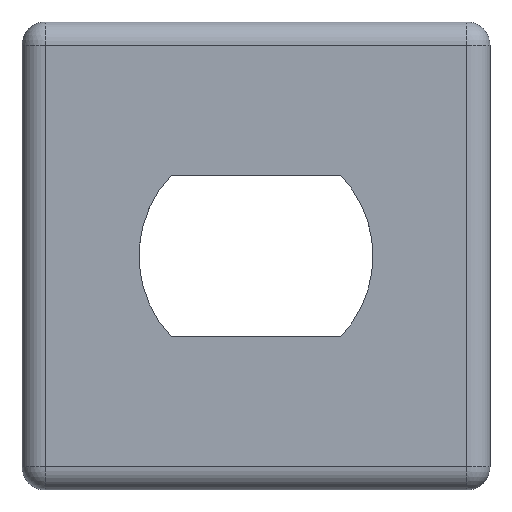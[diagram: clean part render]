
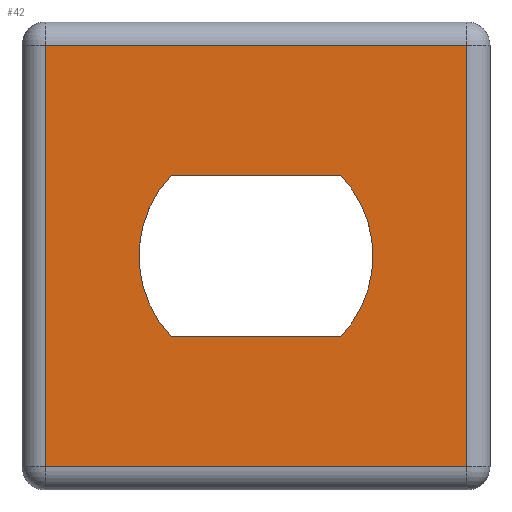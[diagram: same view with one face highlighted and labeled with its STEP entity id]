
A CAD part, top view. The second image highlights one B-rep face of the part: STEP entity #42.
In plain terms, the highlighted planar face has unit normal (0, 0, 1).
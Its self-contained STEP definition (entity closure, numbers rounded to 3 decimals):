
#26 = EDGE_CURVE ( 'NONE', #481, #40, #371, .T. ) ;
#39 = EDGE_CURVE ( 'NONE', #40, #41, #364, .T. ) ;
#40 = VERTEX_POINT ( 'NONE', #411 ) ;
#41 = VERTEX_POINT ( 'NONE', #360 ) ;
#42 = ADVANCED_FACE ( 'NONE', ( #350, #354 ), #348, .T. ) ;
#50 = ORIENTED_EDGE ( 'NONE', *, *, #53, .F. ) ;
#51 = EDGE_CURVE ( 'NONE', #265, #63, #346, .T. ) ;
#53 = EDGE_CURVE ( 'NONE', #63, #64, #343, .T. ) ;
#63 = VERTEX_POINT ( 'NONE', #449 ) ;
#64 = VERTEX_POINT ( 'NONE', #433 ) ;
#78 = ORIENTED_EDGE ( 'NONE', *, *, #483, .T. ) ;
#97 = ORIENTED_EDGE ( 'NONE', *, *, #231, .F. ) ;
#98 = EDGE_CURVE ( 'NONE', #64, #274, #321, .T. ) ;
#141 = ORIENTED_EDGE ( 'NONE', *, *, #39, .T. ) ;
#147 = EDGE_LOOP ( 'NONE', ( #141, #78, #240, #276 ) ) ;
#172 = ORIENTED_EDGE ( 'NONE', *, *, #51, .F. ) ;
#191 = ORIENTED_EDGE ( 'NONE', *, *, #98, .F. ) ;
#231 = EDGE_CURVE ( 'NONE', #233, #265, #672, .T. ) ;
#233 = VERTEX_POINT ( 'NONE', #675 ) ;
#240 = ORIENTED_EDGE ( 'NONE', *, *, #480, .T. ) ;
#265 = VERTEX_POINT ( 'NONE', #736 ) ;
#273 = VERTEX_POINT ( 'NONE', #762 ) ;
#274 = VERTEX_POINT ( 'NONE', #725 ) ;
#275 = EDGE_CURVE ( 'NONE', #274, #233, #737, .T. ) ;
#276 = ORIENTED_EDGE ( 'NONE', *, *, #26, .T. ) ;
#314 = DIRECTION ( 'NONE',  ( 1., 0., 0. ) ) ;
#315 = VECTOR ( 'NONE', #314, 1000. ) ;
#320 = CARTESIAN_POINT ( 'NONE',  ( 3.619, -3.45, 2. ) ) ;
#321 = LINE ( 'NONE', #320, #315 ) ;
#337 = DIRECTION ( 'NONE',  ( -1., 0., 0. ) ) ;
#338 = VECTOR ( 'NONE', #337, 1000. ) ;
#339 = CARTESIAN_POINT ( 'NONE',  ( 3.619, 3.45, 2. ) ) ;
#343 = CIRCLE ( 'NONE', #452, 5. ) ;
#344 = DIRECTION ( 'NONE',  ( 1., 0., 0. ) ) ;
#346 = LINE ( 'NONE', #339, #338 ) ;
#348 = PLANE ( 'NONE',  #356 ) ;
#350 = FACE_OUTER_BOUND ( 'NONE', #147, .T. ) ;
#351 = DIRECTION ( 'NONE',  ( 0., -1., 0. ) ) ;
#352 = VECTOR ( 'NONE', #351, 1000. ) ;
#353 = CARTESIAN_POINT ( 'NONE',  ( -10., 10., 2. ) ) ;
#354 = FACE_BOUND ( 'NONE', #482, .T. ) ;
#356 = AXIS2_PLACEMENT_3D ( 'NONE', #353, #365, #344 ) ;
#360 = CARTESIAN_POINT ( 'NONE',  ( -9., -9., 2. ) ) ;
#364 = LINE ( 'NONE', #373, #352 ) ;
#365 = DIRECTION ( 'NONE',  ( 0., 0., 1. ) ) ;
#370 = VECTOR ( 'NONE', #412, 1000. ) ;
#371 = LINE ( 'NONE', #400, #370 ) ;
#373 = CARTESIAN_POINT ( 'NONE',  ( -9., -10., 2. ) ) ;
#400 = CARTESIAN_POINT ( 'NONE',  ( -10., 9., 2. ) ) ;
#411 = CARTESIAN_POINT ( 'NONE',  ( -9., 9., 2. ) ) ;
#412 = DIRECTION ( 'NONE',  ( -1., 0., 0. ) ) ;
#433 = CARTESIAN_POINT ( 'NONE',  ( -3.619, -3.45, 2. ) ) ;
#446 = DIRECTION ( 'NONE',  ( 1., 0., 0. ) ) ;
#447 = DIRECTION ( 'NONE',  ( 0., 0., 1. ) ) ;
#448 = CARTESIAN_POINT ( 'NONE',  ( 0., 0., 2. ) ) ;
#449 = CARTESIAN_POINT ( 'NONE',  ( -3.619, 3.45, 2. ) ) ;
#452 = AXIS2_PLACEMENT_3D ( 'NONE', #448, #447, #446 ) ;
#479 = ORIENTED_EDGE ( 'NONE', *, *, #275, .F. ) ;
#480 = EDGE_CURVE ( 'NONE', #273, #481, #761, .T. ) ;
#481 = VERTEX_POINT ( 'NONE', #763 ) ;
#482 = EDGE_LOOP ( 'NONE', ( #479, #191, #50, #172, #97 ) ) ;
#483 = EDGE_CURVE ( 'NONE', #41, #273, #755, .T. ) ;
#671 = DIRECTION ( 'NONE',  ( 1., 0., 0. ) ) ;
#672 = CIRCLE ( 'NONE', #686, 5. ) ;
#675 = CARTESIAN_POINT ( 'NONE',  ( 5., 0., 2. ) ) ;
#676 = DIRECTION ( 'NONE',  ( 0., 0., 1. ) ) ;
#686 = AXIS2_PLACEMENT_3D ( 'NONE', #692, #676, #671 ) ;
#692 = CARTESIAN_POINT ( 'NONE',  ( 0., 0., 2. ) ) ;
#693 = DIRECTION ( 'NONE',  ( 1., 0., 0. ) ) ;
#694 = VECTOR ( 'NONE', #693, 1000. ) ;
#695 = CARTESIAN_POINT ( 'NONE',  ( 10., -9., 2. ) ) ;
#724 = DIRECTION ( 'NONE',  ( 0., 0., 1. ) ) ;
#725 = CARTESIAN_POINT ( 'NONE',  ( 3.619, -3.45, 2. ) ) ;
#732 = CARTESIAN_POINT ( 'NONE',  ( 0., 0., 2. ) ) ;
#736 = CARTESIAN_POINT ( 'NONE',  ( 3.619, 3.45, 2. ) ) ;
#737 = CIRCLE ( 'NONE', #760, 5. ) ;
#755 = LINE ( 'NONE', #695, #694 ) ;
#756 = DIRECTION ( 'NONE',  ( 0., 1., 0. ) ) ;
#757 = VECTOR ( 'NONE', #756, 1000. ) ;
#758 = CARTESIAN_POINT ( 'NONE',  ( 9., 10., 2. ) ) ;
#759 = DIRECTION ( 'NONE',  ( 1., 0., 0. ) ) ;
#760 = AXIS2_PLACEMENT_3D ( 'NONE', #732, #724, #759 ) ;
#761 = LINE ( 'NONE', #758, #757 ) ;
#762 = CARTESIAN_POINT ( 'NONE',  ( 9., -9., 2. ) ) ;
#763 = CARTESIAN_POINT ( 'NONE',  ( 9., 9., 2. ) ) ;
